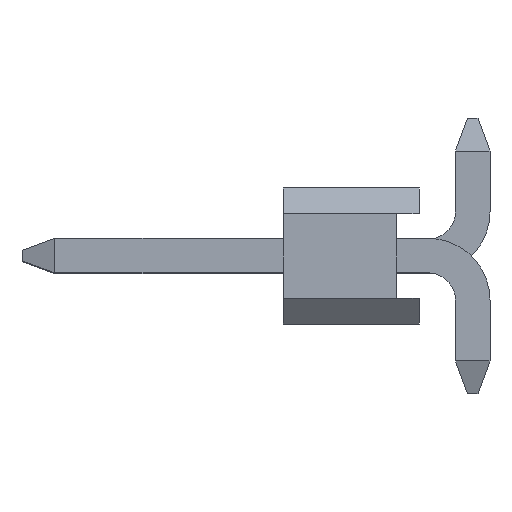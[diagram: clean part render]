
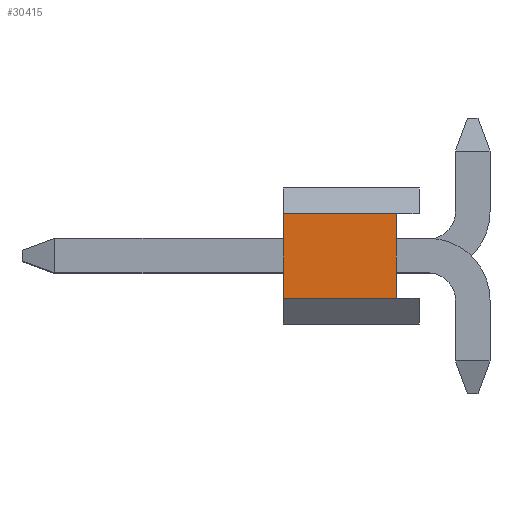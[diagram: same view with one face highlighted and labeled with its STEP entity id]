
A CAD part, left-side view. The second image highlights one B-rep face of the part: STEP entity #30415.
In plain terms, the highlighted planar face has unit normal (-1, 0, 0).
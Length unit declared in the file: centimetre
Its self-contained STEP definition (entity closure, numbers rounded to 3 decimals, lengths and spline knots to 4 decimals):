
#1901=FACE_OUTER_BOUND('',#3655,.T.);
#3655=EDGE_LOOP('',(#23991,#23992,#23993,#23994));
#6697=LINE('',#46973,#10573);
#6698=LINE('',#46975,#10574);
#6699=LINE('',#46977,#10575);
#6700=LINE('',#46978,#10576);
#10573=VECTOR('',#38437,0.155);
#10574=VECTOR('',#38438,0.208);
#10575=VECTOR('',#38439,0.155);
#10576=VECTOR('',#38440,0.208);
#13851=VERTEX_POINT('',#46971);
#13852=VERTEX_POINT('',#46972);
#13853=VERTEX_POINT('',#46974);
#13854=VERTEX_POINT('',#46976);
#17493=EDGE_CURVE('',#13851,#13852,#6697,.T.);
#17494=EDGE_CURVE('',#13852,#13853,#6698,.T.);
#17495=EDGE_CURVE('',#13853,#13854,#6699,.T.);
#17496=EDGE_CURVE('',#13854,#13851,#6700,.T.);
#23991=ORIENTED_EDGE('',*,*,#17493,.T.);
#23992=ORIENTED_EDGE('',*,*,#17494,.T.);
#23993=ORIENTED_EDGE('',*,*,#17495,.T.);
#23994=ORIENTED_EDGE('',*,*,#17496,.T.);
#28799=PLANE('',#32539);
#30415=ADVANCED_FACE('',(#1901),#28799,.F.);
#32539=AXIS2_PLACEMENT_3D('',#46970,#38435,#38436);
#38435=DIRECTION('center_axis',(1.,0.,0.));
#38436=DIRECTION('ref_axis',(0.,0.,-1.));
#38437=DIRECTION('',(0.,0.,-1.));
#38438=DIRECTION('',(0.,-1.,0.));
#38439=DIRECTION('',(0.,0.,1.));
#38440=DIRECTION('',(0.,1.,0.));
#46970=CARTESIAN_POINT('Origin',(9.2036,1.4082,0.1221));
#46971=CARTESIAN_POINT('',(9.2036,1.5319,0.1969));
#46972=CARTESIAN_POINT('',(9.2036,1.5319,0.0419));
#46973=CARTESIAN_POINT('',(9.2036,1.5319,0.1207));
#46974=CARTESIAN_POINT('',(9.2036,1.3239,0.0419));
#46975=CARTESIAN_POINT('',(9.2036,1.4701,0.0419));
#46976=CARTESIAN_POINT('',(9.2036,1.3239,0.1969));
#46977=CARTESIAN_POINT('',(9.2036,1.3239,0.082));
#46978=CARTESIAN_POINT('',(9.2036,1.4701,0.1969));
